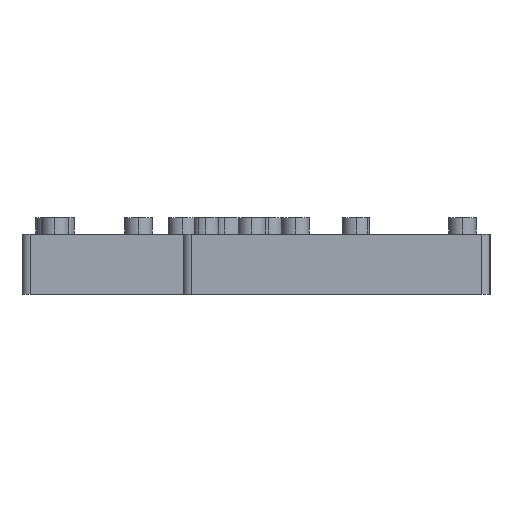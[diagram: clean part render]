
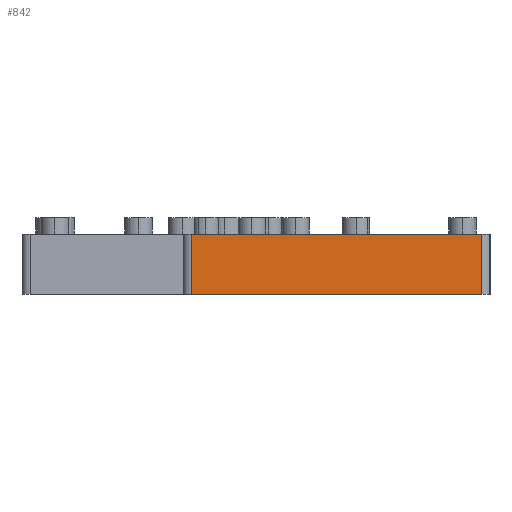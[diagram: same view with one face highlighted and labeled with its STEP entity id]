
A CAD part, left-side view. The second image highlights one B-rep face of the part: STEP entity #842.
In plain terms, the highlighted planar face has unit normal (-1, 0, 0).
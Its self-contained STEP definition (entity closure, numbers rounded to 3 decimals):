
#268 = EDGE_CURVE ( 'NONE', #5095, #290, #4180, .T. ) ;
#290 = VERTEX_POINT ( 'NONE', #620 ) ;
#319 = EDGE_LOOP ( 'NONE', ( #413, #3085, #5906, #1677 ) ) ;
#376 = VECTOR ( 'NONE', #3410, 1000. ) ;
#383 = CARTESIAN_POINT ( 'NONE',  ( -39.56, 0., -9. ) ) ;
#413 = ORIENTED_EDGE ( 'NONE', *, *, #5009, .T. ) ;
#456 = EDGE_CURVE ( 'NONE', #912, #290, #3469, .T. ) ;
#620 = CARTESIAN_POINT ( 'NONE',  ( -39.56, -48.35, 2. ) ) ;
#702 = AXIS2_PLACEMENT_3D ( 'NONE', #5987, #3521, #5563 ) ;
#842 = ADVANCED_FACE ( 'NONE', ( #3791 ), #1500, .F. ) ;
#912 = VERTEX_POINT ( 'NONE', #2096 ) ;
#1332 = VECTOR ( 'NONE', #4670, 1000. ) ;
#1446 = DIRECTION ( 'NONE',  ( 0., -1., 0. ) ) ;
#1500 = PLANE ( 'NONE',  #702 ) ;
#1619 = VERTEX_POINT ( 'NONE', #6442 ) ;
#1677 = ORIENTED_EDGE ( 'NONE', *, *, #5972, .T. ) ;
#2096 = CARTESIAN_POINT ( 'NONE',  ( -39.56, -48.35, -9. ) ) ;
#2678 = CARTESIAN_POINT ( 'NONE',  ( -39.56, 0., 2. ) ) ;
#2763 = VECTOR ( 'NONE', #1446, 1000. ) ;
#3085 = ORIENTED_EDGE ( 'NONE', *, *, #456, .T. ) ;
#3165 = CARTESIAN_POINT ( 'NONE',  ( -39.56, 4.65, 2. ) ) ;
#3410 = DIRECTION ( 'NONE',  ( 0., 0., 1. ) ) ;
#3469 = LINE ( 'NONE', #4959, #376 ) ;
#3518 = DIRECTION ( 'NONE',  ( 0., 0., -1. ) ) ;
#3521 = DIRECTION ( 'NONE',  ( 1., 0., 0. ) ) ;
#3791 = FACE_OUTER_BOUND ( 'NONE', #319, .T. ) ;
#4180 = LINE ( 'NONE', #2678, #1332 ) ;
#4424 = VECTOR ( 'NONE', #3518, 1000. ) ;
#4615 = LINE ( 'NONE', #5559, #4424 ) ;
#4670 = DIRECTION ( 'NONE',  ( 0., -1., 0. ) ) ;
#4919 = LINE ( 'NONE', #383, #2763 ) ;
#4959 = CARTESIAN_POINT ( 'NONE',  ( -39.56, -48.35, 165.944 ) ) ;
#5009 = EDGE_CURVE ( 'NONE', #1619, #912, #4919, .T. ) ;
#5095 = VERTEX_POINT ( 'NONE', #3165 ) ;
#5559 = CARTESIAN_POINT ( 'NONE',  ( -39.56, 4.65, 165.944 ) ) ;
#5563 = DIRECTION ( 'NONE',  ( 0., 0., -1. ) ) ;
#5906 = ORIENTED_EDGE ( 'NONE', *, *, #268, .F. ) ;
#5972 = EDGE_CURVE ( 'NONE', #5095, #1619, #4615, .T. ) ;
#5987 = CARTESIAN_POINT ( 'NONE',  ( -39.56, 0., 165.944 ) ) ;
#6442 = CARTESIAN_POINT ( 'NONE',  ( -39.56, 4.65, -9. ) ) ;
